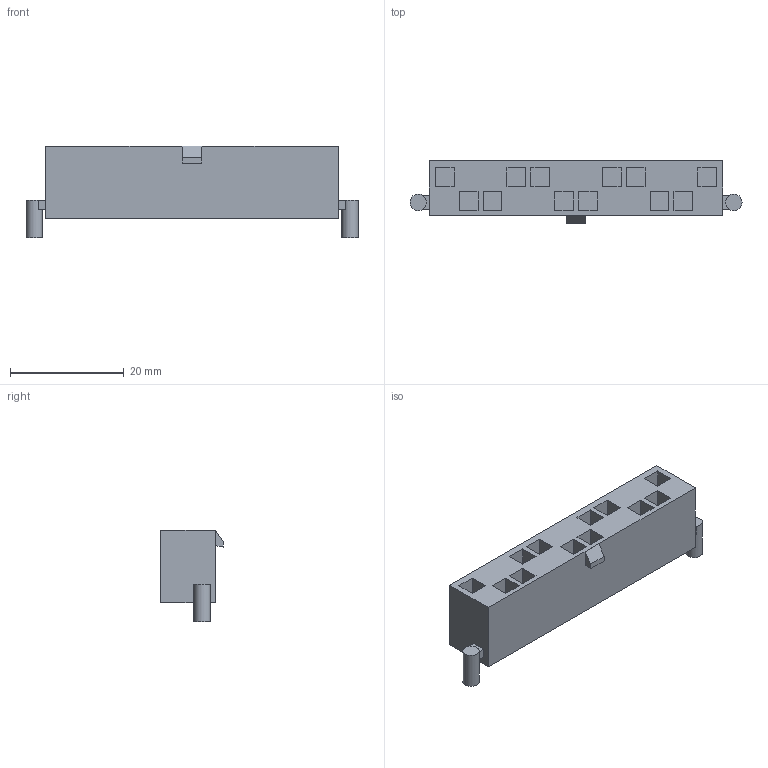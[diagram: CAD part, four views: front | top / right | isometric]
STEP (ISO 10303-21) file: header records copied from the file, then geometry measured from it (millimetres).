
FILE_DESCRIPTION(('FreeCAD Model'),'2;1');
FILE_NAME('Open CASCADE Shape Model','2022-02-12T17:06:12',('Doomn00b'), (''),'Open CASCADE STEP processor 7.5','FreeCAD','Unknown');
FILE_SCHEMA(('AUTOMOTIVE_DESIGN { 1 0 10303 214 1 1 1 1 }'));
Length unit declared in the file: millimetre
Products named in the file (1): Box016
Bounding box: 58.45 x 11 x 16.15 mm (x, y, z)
Volume: 5296.8 mm3; surface area: 4104.8 mm2
Topology: 1 solids, 1 shells, 90 faces, 217 edges, 144 vertices
Faces by surface type: plane 87, cylinder 3
Full cylindrical faces by diameter (mm): 2.9 x2
Entity records: 2599 total; most frequent: CARTESIAN_POINT 452, ORIENTED_EDGE 434, DIRECTION 411, EDGE_CURVE 217, LINE 205, VECTOR 205, VERTEX_POINT 144, FACE_BOUND 105
